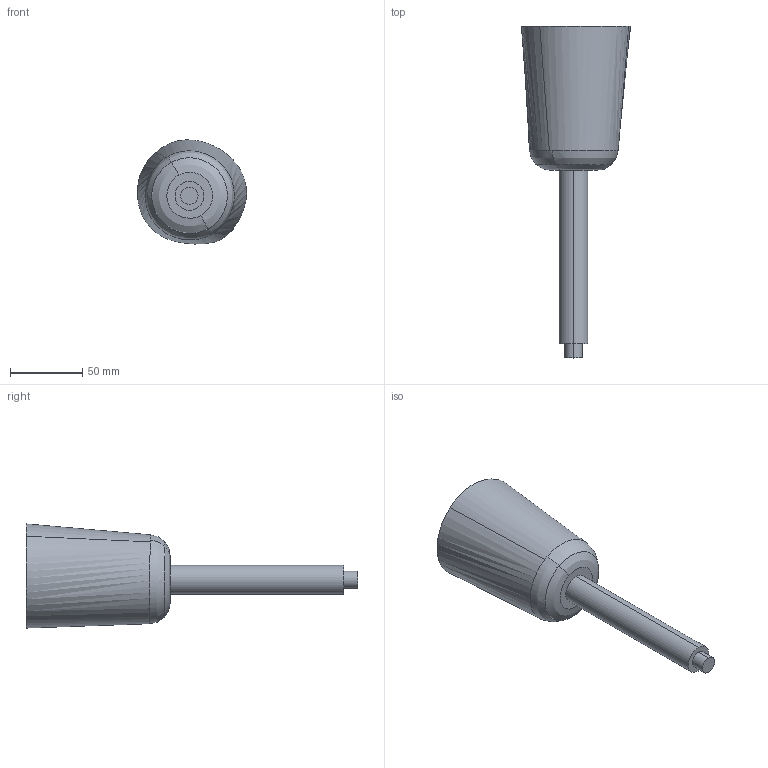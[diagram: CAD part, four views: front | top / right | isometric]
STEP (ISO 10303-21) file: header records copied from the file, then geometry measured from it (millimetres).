
FILE_DESCRIPTION (( 'STEP AP214' ), '1' );
FILE_NAME ('Inner Part.STEP', '2024-04-22T13:14:31', ( '' ), ( '' ), 'SwSTEP 2.0', 'SolidWorks 2023', '' );
FILE_SCHEMA (( 'AUTOMOTIVE_DESIGN' ));
Length unit declared in the file: millimetre
Products named in the file (1): Inner Part
Bounding box: 75.64 x 230 x 72.16 mm (x, y, z)
Volume: 119031.4 mm3; surface area: 51600.3 mm2
Topology: 1 solids, 1 shells, 15 faces, 30 edges, 20 vertices
Faces by surface type: bspline 6, plane 5, cylinder 4
Entity records: 4118 total; most frequent: CARTESIAN_POINT 3819, ORIENTED_EDGE 60, DIRECTION 44, EDGE_CURVE 30, AXIS2_PLACEMENT_3D 20, VERTEX_POINT 20, EDGE_LOOP 18, B_SPLINE_CURVE_WITH_KNOTS 16
